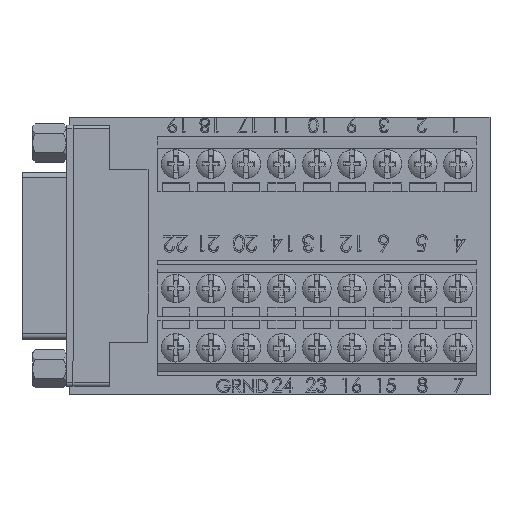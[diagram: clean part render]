
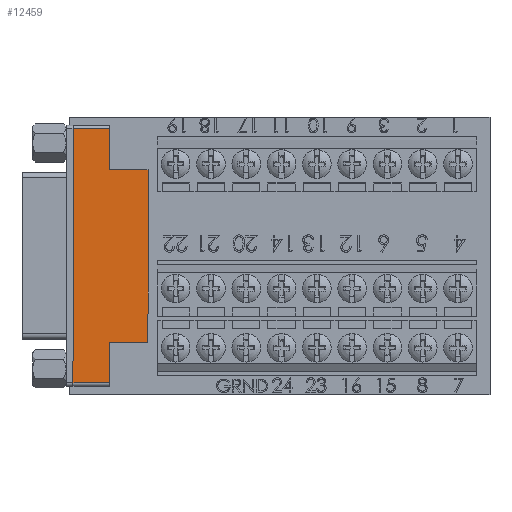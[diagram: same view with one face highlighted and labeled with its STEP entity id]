
A CAD part, top view. The second image highlights one B-rep face of the part: STEP entity #12459.
In plain terms, the highlighted face is planar.
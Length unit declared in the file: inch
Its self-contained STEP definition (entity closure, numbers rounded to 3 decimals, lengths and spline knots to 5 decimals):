
#8260 = CARTESIAN_POINT ( 'NONE',  ( -0.72, 0.194, -0.0195 ) ) ;
#8262 = CARTESIAN_POINT ( 'NONE',  ( 0.72, 0.194, -0.0195 ) ) ;
#8405 = DIRECTION ( 'NONE',  ( 1., 0., 0. ) ) ;
#8406 = VECTOR ( 'NONE', #8405, 39.37008 ) ;
#8407 = CARTESIAN_POINT ( 'NONE',  ( 0.72, 0.194, -0.0195 ) ) ;
#8408 = LINE ( 'NONE', #8407, #8406 ) ;
#10337 = DIRECTION ( 'NONE',  ( -1., 0., 0. ) ) ;
#10338 = VECTOR ( 'NONE', #10337, 39.37008 ) ;
#10339 = CARTESIAN_POINT ( 'NONE',  ( 0.72, 0.194, -0.2255 ) ) ;
#10340 = LINE ( 'NONE', #10339, #10338 ) ;
#12211 = EDGE_CURVE ( 'NONE', #12419, #21449, #67974, .T. ) ;
#12351 = ORIENTED_EDGE ( 'NONE', *, *, #12453, .T. ) ;
#12352 = ORIENTED_EDGE ( 'NONE', *, *, #21515, .T. ) ;
#12405 = VERTEX_POINT ( 'NONE', #68511 ) ;
#12411 = VERTEX_POINT ( 'NONE', #68643 ) ;
#12413 = EDGE_CURVE ( 'NONE', #12411, #12405, #68761, .T. ) ;
#12419 = VERTEX_POINT ( 'NONE', #68536 ) ;
#12429 = ORIENTED_EDGE ( 'NONE', *, *, #12211, .F. ) ;
#12430 = ORIENTED_EDGE ( 'NONE', *, *, #12431, .F. ) ;
#12431 = EDGE_CURVE ( 'NONE', #12432, #12419, #68793, .T. ) ;
#12432 = VERTEX_POINT ( 'NONE', #68789 ) ;
#12433 = ORIENTED_EDGE ( 'NONE', *, *, #12434, .F. ) ;
#12434 = EDGE_CURVE ( 'NONE', #12405, #12432, #68623, .T. ) ;
#12435 = ORIENTED_EDGE ( 'NONE', *, *, #12413, .F. ) ;
#12436 = ORIENTED_EDGE ( 'NONE', *, *, #12472, .F. ) ;
#12453 = EDGE_CURVE ( 'NONE', #12454, #21451, #68716, .T. ) ;
#12454 = VERTEX_POINT ( 'NONE', #68731 ) ;
#12459 = ADVANCED_FACE ( 'NONE', ( #68788 ), #68801, .F. ) ;
#12472 = EDGE_CURVE ( 'NONE', #12473, #12411, #68925, .T. ) ;
#12473 = VERTEX_POINT ( 'NONE', #68920 ) ;
#12474 = ORIENTED_EDGE ( 'NONE', *, *, #12550, .T. ) ;
#12522 = EDGE_LOOP ( 'NONE', ( #12429, #12430, #12433, #12435, #12436, #12474, #12351, #12352 ) ) ;
#12550 = EDGE_CURVE ( 'NONE', #12473, #12454, #10340, .T. ) ;
#21449 = VERTEX_POINT ( 'NONE', #8262 ) ;
#21451 = VERTEX_POINT ( 'NONE', #8260 ) ;
#21515 = EDGE_CURVE ( 'NONE', #21451, #21449, #8408, .T. ) ;
#67795 = DIRECTION ( 'NONE',  ( 0., 0., 1. ) ) ;
#67796 = VECTOR ( 'NONE', #67795, 39.37008 ) ;
#67797 = CARTESIAN_POINT ( 'NONE',  ( 0.72, 0.194, -0.4445 ) ) ;
#67892 = AXIS2_PLACEMENT_3D ( 'NONE', #68183, #68953, #69092 ) ;
#67974 = LINE ( 'NONE', #67797, #67796 ) ;
#68183 = CARTESIAN_POINT ( 'NONE',  ( 0.72, 0.194, -0.4445 ) ) ;
#68511 = CARTESIAN_POINT ( 'NONE',  ( 0.489, 0.194, -0.4445 ) ) ;
#68536 = CARTESIAN_POINT ( 'NONE',  ( 0.72, 0.194, -0.2255 ) ) ;
#68616 = DIRECTION ( 'NONE',  ( 0., 0., 1. ) ) ;
#68620 = VECTOR ( 'NONE', #68616, 39.37008 ) ;
#68622 = CARTESIAN_POINT ( 'NONE',  ( 0.489, 0.194, -0.4445 ) ) ;
#68623 = LINE ( 'NONE', #68622, #68620 ) ;
#68643 = CARTESIAN_POINT ( 'NONE',  ( -0.489, 0.194, -0.4445 ) ) ;
#68716 = LINE ( 'NONE', #68735, #68733 ) ;
#68731 = CARTESIAN_POINT ( 'NONE',  ( -0.72, 0.194, -0.2255 ) ) ;
#68732 = DIRECTION ( 'NONE',  ( 0., 0., 1. ) ) ;
#68733 = VECTOR ( 'NONE', #68732, 39.37008 ) ;
#68735 = CARTESIAN_POINT ( 'NONE',  ( -0.72, 0.194, -0.4445 ) ) ;
#68759 = CARTESIAN_POINT ( 'NONE',  ( 0.72, 0.194, -0.4445 ) ) ;
#68761 = LINE ( 'NONE', #68759, #68781 ) ;
#68780 = DIRECTION ( 'NONE',  ( 1., 0., 0. ) ) ;
#68781 = VECTOR ( 'NONE', #68780, 39.37008 ) ;
#68788 = FACE_OUTER_BOUND ( 'NONE', #12522, .T. ) ;
#68789 = CARTESIAN_POINT ( 'NONE',  ( 0.489, 0.194, -0.2255 ) ) ;
#68790 = DIRECTION ( 'NONE',  ( 1., 0., 0. ) ) ;
#68791 = VECTOR ( 'NONE', #68790, 39.37008 ) ;
#68792 = CARTESIAN_POINT ( 'NONE',  ( 0.739, 0.194, -0.2255 ) ) ;
#68793 = LINE ( 'NONE', #68792, #68791 ) ;
#68801 = PLANE ( 'NONE',  #67892 ) ;
#68920 = CARTESIAN_POINT ( 'NONE',  ( -0.489, 0.194, -0.2255 ) ) ;
#68921 = DIRECTION ( 'NONE',  ( 0., 0., -1. ) ) ;
#68922 = VECTOR ( 'NONE', #68921, 39.37008 ) ;
#68923 = CARTESIAN_POINT ( 'NONE',  ( -0.489, 0.194, -0.4445 ) ) ;
#68925 = LINE ( 'NONE', #68923, #68922 ) ;
#68953 = DIRECTION ( 'NONE',  ( 0., -1., 0. ) ) ;
#69092 = DIRECTION ( 'NONE',  ( 0., 0., -1. ) ) ;
